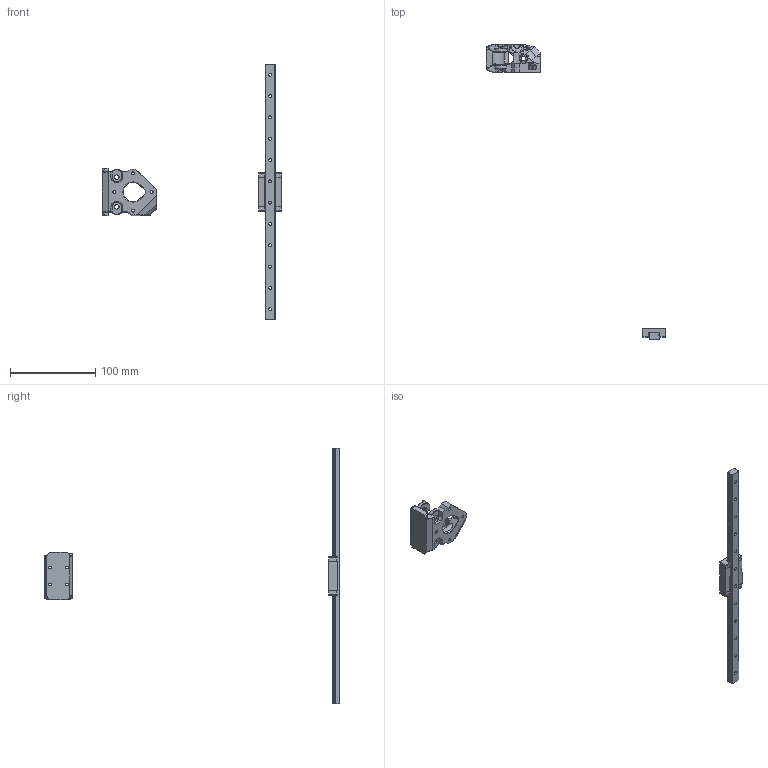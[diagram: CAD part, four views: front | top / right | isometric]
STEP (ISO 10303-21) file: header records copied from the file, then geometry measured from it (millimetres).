
FILE_DESCRIPTION(/* description */ (''),/* implementation_level */ '2;1');
FILE_NAME(/* name */ 'Z Post M.step',/* time_stamp */ '2024-02-10T19:08:42-08:00',/* author */ (''),/* organization */ (''),/* preprocessor_version */ 'ST-DEVELOPER v20',/* originating_system */ 'Autodesk Translation Framework v12.20.1.177',/* authorisation */ '');
FILE_SCHEMA (('AUTOMOTIVE_DESIGN { 1 0 10303 214 3 1 1 }'));
Length unit declared in the file: millimetre
Products named in the file (3): Z Post M; MGN12H_Z Rail v3 (2); 12H Block (5)
Assembly tree (2 placements, depth 3):
  Z Post M
    MGN12H_Z Rail v3 (2)
      12H Block (5)
Bounding box: 210.5 x 346.5 x 300 mm (x, y, z)
Volume: 77411.8 mm3; surface area: 36454.7 mm2
Topology: 3 solids, 3 shells, 422 faces, 1154 edges, 752 vertices
Faces by surface type: plane 194, cylinder 117, bspline 62, torus 35, cone 13, sphere 1
Full cylindrical faces by diameter (mm): 3 x4, 3.25 x8, 3.5 x12, 5.25 x5, 6 x12, 6.75 x8
Entity records: 15891 total; most frequent: CARTESIAN_POINT 5218, ORIENTED_EDGE 2308, DIRECTION 2040, EDGE_CURVE 1154, VERTEX_POINT 752, AXIS2_PLACEMENT_3D 716, LINE 608, VECTOR 608
